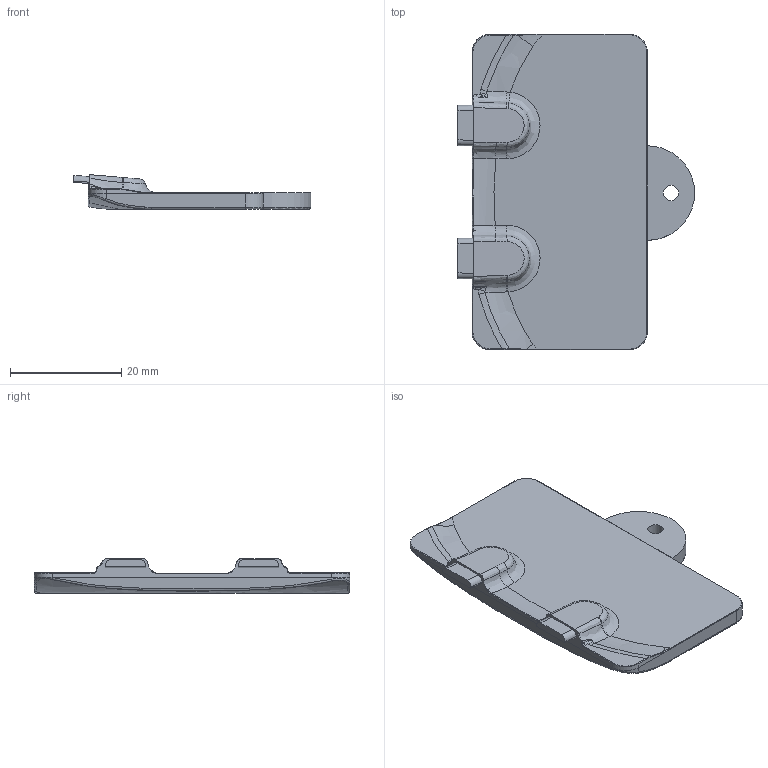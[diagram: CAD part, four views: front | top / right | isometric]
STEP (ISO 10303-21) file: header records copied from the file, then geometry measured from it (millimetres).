
FILE_DESCRIPTION(/* description */ (''),/* implementation_level */ '2;1');
FILE_NAME(/* name */ 'Stylish Belt Synth V2 Left Battery Door.step',/* time_stamp */ '2019-07-12T00:01:00-07:00',/* author */ (''),/* organization */ (''),/* preprocessor_version */ 'ST-DEVELOPER v18',/* originating_system */ 'Autodesk Translation Framework v8.2.0.1029',/* authorisation */ '');
FILE_SCHEMA (('AUTOMOTIVE_DESIGN { 1 0 10303 214 3 1 1 }'));
Length unit declared in the file: millimetre
Products named in the file (1): Bottom
Bounding box: 42.64 x 56.7 x 6.25 mm (x, y, z)
Volume: 6079.3 mm3; surface area: 4486.3 mm2
Topology: 1 solids, 1 shells, 140 faces, 368 edges, 229 vertices
Faces by surface type: bspline 72, plane 28, cylinder 24, torus 12, cone 4
Full cylindrical faces by diameter (mm): 2.75 x1
Entity records: 6719 total; most frequent: CARTESIAN_POINT 3730, ORIENTED_EDGE 728, DIRECTION 435, EDGE_CURVE 364, VERTEX_POINT 229, AXIS2_PLACEMENT_3D 176, B_SPLINE_CURVE_WITH_KNOTS 174, EDGE_LOOP 145
